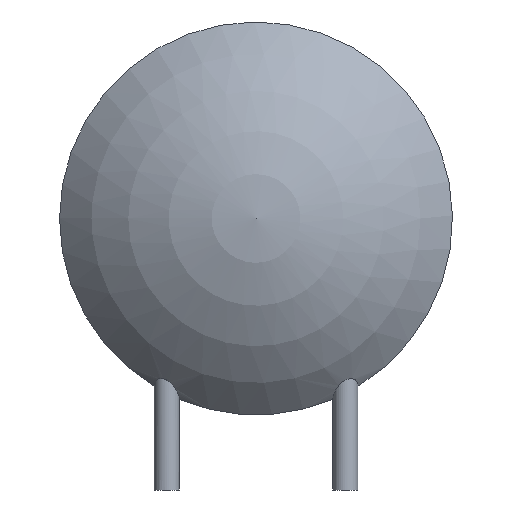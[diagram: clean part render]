
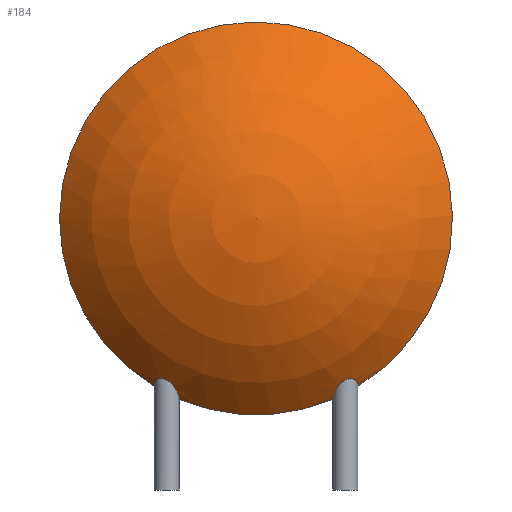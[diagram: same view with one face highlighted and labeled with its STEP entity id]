
A CAD part, front view. The second image highlights one B-rep face of the part: STEP entity #184.
In plain terms, the highlighted spherical face has radius 7.3 mm.
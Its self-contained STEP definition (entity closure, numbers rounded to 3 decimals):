
#51 = VERTEX_POINT('',#52);
#52 = CARTESIAN_POINT('',(-2.5,-0.35,1.07));
#58 = EDGE_CURVE('',#51,#59,#61,.T.);
#59 = VERTEX_POINT('',#60);
#60 = CARTESIAN_POINT('',(-2.15,0.,0.538));
#61 = B_SPLINE_CURVE_WITH_KNOTS('',7,(#62,#63,#64,#65,#66,#67,#68,#69,
#70,#71,#72,#73,#74,#75,#76,#77,#78,#79,#80,#81),.UNSPECIFIED.,.F.,
.F.,(8,6,6,8),(0.,0.249,0.63,1.),.UNSPECIFIED.);
#62 = CARTESIAN_POINT('',(-2.5,-0.35,1.07));
#63 = CARTESIAN_POINT('',(-2.475,-0.35,1.057
));
#64 = CARTESIAN_POINT('',(-2.451,-0.348,1.041
));
#65 = CARTESIAN_POINT('',(-2.429,-0.344,1.025)
);
#66 = CARTESIAN_POINT('',(-2.407,-0.339,1.008)
);
#67 = CARTESIAN_POINT('',(-2.387,-0.332,0.99
));
#68 = CARTESIAN_POINT('',(-2.368,-0.325,0.971
));
#69 = CARTESIAN_POINT('',(-2.321,-0.303,0.924)
);
#70 = CARTESIAN_POINT('',(-2.296,-0.287,0.894
));
#71 = CARTESIAN_POINT('',(-2.273,-0.269,0.864
));
#72 = CARTESIAN_POINT('',(-2.252,-0.25,0.833
));
#73 = CARTESIAN_POINT('',(-2.233,-0.229,0.802
));
#74 = CARTESIAN_POINT('',(-2.216,-0.207,0.772
));
#75 = CARTESIAN_POINT('',(-2.188,-0.16,0.711)
);
#76 = CARTESIAN_POINT('',(-2.176,-0.136,0.681
));
#77 = CARTESIAN_POINT('',(-2.166,-0.111,0.651
));
#78 = CARTESIAN_POINT('',(-2.158,-0.084,
0.622));
#79 = CARTESIAN_POINT('',(-2.153,-0.057,
0.593));
#80 = CARTESIAN_POINT('',(-2.15,-0.029,0.565));
#81 = CARTESIAN_POINT('',(-2.15,0.,0.538));
#84 = VERTEX_POINT('',#85);
#85 = CARTESIAN_POINT('',(-2.85,0.,0.896));
#139 = EDGE_CURVE('',#84,#51,#140,.T.);
#140 = B_SPLINE_CURVE_WITH_KNOTS('',8,(#141,#142,#143,#144,#145,#146,
#147,#148,#149,#150,#151,#152,#153,#154,#155,#156,#157,#158,#159,
#160,#161,#162,#163,#164,#165,#166,#167,#168,#169,#170,#171,#172,
#173,#174,#175,#176,#177),.UNSPECIFIED.,.F.,.F.,(9,7,7,7,7,9),(0.,
0.246,0.457,0.732,0.867,1.),
.UNSPECIFIED.);
#141 = CARTESIAN_POINT('',(-2.85,0.,0.896));
#142 = CARTESIAN_POINT('',(-2.85,-0.012,0.908));
#143 = CARTESIAN_POINT('',(-2.85,-0.024,
0.92));
#144 = CARTESIAN_POINT('',(-2.849,-0.036,
0.932));
#145 = CARTESIAN_POINT('',(-2.847,-0.048,
0.944));
#146 = CARTESIAN_POINT('',(-2.845,-0.061,
0.956));
#147 = CARTESIAN_POINT('',(-2.843,-0.074,
0.968));
#148 = CARTESIAN_POINT('',(-2.839,-0.087,
0.98));
#149 = CARTESIAN_POINT('',(-2.832,-0.112,1.001)
);
#150 = CARTESIAN_POINT('',(-2.828,-0.123,
1.011));
#151 = CARTESIAN_POINT('',(-2.824,-0.134,
1.021));
#152 = CARTESIAN_POINT('',(-2.819,-0.146,
1.03));
#153 = CARTESIAN_POINT('',(-2.813,-0.157,
1.039));
#154 = CARTESIAN_POINT('',(-2.807,-0.169,
1.048));
#155 = CARTESIAN_POINT('',(-2.8,-0.18,1.056
));
#156 = CARTESIAN_POINT('',(-2.784,-0.206,1.074
));
#157 = CARTESIAN_POINT('',(-2.773,-0.221,
1.084));
#158 = CARTESIAN_POINT('',(-2.76,-0.236,1.093)
);
#159 = CARTESIAN_POINT('',(-2.746,-0.251,
1.101));
#160 = CARTESIAN_POINT('',(-2.73,-0.266,
1.108));
#161 = CARTESIAN_POINT('',(-2.712,-0.28,1.114
));
#162 = CARTESIAN_POINT('',(-2.692,-0.294,
1.117));
#163 = CARTESIAN_POINT('',(-2.66,-0.312,
1.118));
#164 = CARTESIAN_POINT('',(-2.649,-0.317,
1.118));
#165 = CARTESIAN_POINT('',(-2.638,-0.322,1.117
));
#166 = CARTESIAN_POINT('',(-2.627,-0.327,
1.116));
#167 = CARTESIAN_POINT('',(-2.615,-0.331,
1.114));
#168 = CARTESIAN_POINT('',(-2.604,-0.335,
1.112));
#169 = CARTESIAN_POINT('',(-2.592,-0.338,1.109
));
#170 = CARTESIAN_POINT('',(-2.57,-0.343,
1.102));
#171 = CARTESIAN_POINT('',(-2.559,-0.345,
1.098));
#172 = CARTESIAN_POINT('',(-2.548,-0.347,1.094)
);
#173 = CARTESIAN_POINT('',(-2.538,-0.348,
1.09));
#174 = CARTESIAN_POINT('',(-2.528,-0.349,
1.085));
#175 = CARTESIAN_POINT('',(-2.518,-0.35,
1.08));
#176 = CARTESIAN_POINT('',(-2.509,-0.35,1.075
));
#177 = CARTESIAN_POINT('',(-2.5,-0.35,1.07));
#184 = ADVANCED_FACE('',(#185),#280,.T.);
#185 = FACE_BOUND('',#186,.T.);
#186 = EDGE_LOOP('',(#187,#198,#205,#206,#207,#216,#272,#279));
#187 = ORIENTED_EDGE('',*,*,#188,.F.);
#188 = EDGE_CURVE('',#189,#191,#193,.T.);
#189 = VERTEX_POINT('',#190);
#190 = CARTESIAN_POINT('',(-5.5,0.,5.6));
#191 = VERTEX_POINT('',#192);
#192 = CARTESIAN_POINT('',(0.,-2.5,5.6));
#193 = CIRCLE('',#194,7.3);
#194 = AXIS2_PLACEMENT_3D('',#195,#196,#197);
#195 = CARTESIAN_POINT('',(0.,4.8,5.6));
#196 = DIRECTION('',(0.,0.,1.));
#197 = DIRECTION('',(-0.753,-0.658,0.));
#198 = ORIENTED_EDGE('',*,*,#199,.T.);
#199 = EDGE_CURVE('',#189,#84,#200,.T.);
#200 = CIRCLE('',#201,5.5);
#201 = AXIS2_PLACEMENT_3D('',#202,#203,#204);
#202 = CARTESIAN_POINT('',(0.,0.,5.6));
#203 = DIRECTION('',(0.,-1.,0.));
#204 = DIRECTION('',(-1.,0.,0.));
#205 = ORIENTED_EDGE('',*,*,#139,.T.);
#206 = ORIENTED_EDGE('',*,*,#58,.T.);
#207 = ORIENTED_EDGE('',*,*,#208,.T.);
#208 = EDGE_CURVE('',#59,#209,#211,.T.);
#209 = VERTEX_POINT('',#210);
#210 = CARTESIAN_POINT('',(2.15,0.,0.538));
#211 = CIRCLE('',#212,5.5);
#212 = AXIS2_PLACEMENT_3D('',#213,#214,#215);
#213 = CARTESIAN_POINT('',(0.,0.,5.6));
#214 = DIRECTION('',(0.,-1.,0.));
#215 = DIRECTION('',(-1.,0.,0.));
#216 = ORIENTED_EDGE('',*,*,#217,.T.);
#217 = EDGE_CURVE('',#209,#218,#220,.T.);
#218 = VERTEX_POINT('',#219);
#219 = CARTESIAN_POINT('',(2.85,0.,0.896));
#220 = B_SPLINE_CURVE_WITH_KNOTS('',8,(#221,#222,#223,#224,#225,#226,
#227,#228,#229,#230,#231,#232,#233,#234,#235,#236,#237,#238,#239,
#240,#241,#242,#243,#244,#245,#246,#247,#248,#249,#250,#251,#252,
#253,#254,#255,#256,#257,#258,#259,#260,#261,#262,#263,#264,#265,
#266,#267,#268,#269,#270,#271),.UNSPECIFIED.,.F.,.F.,(9,7,7,7,7,7,7,
9),(0.,0.199,0.395,0.555,0.692,
0.754,0.869,1.),.UNSPECIFIED.);
#221 = CARTESIAN_POINT('',(2.15,0.,0.538));
#222 = CARTESIAN_POINT('',(2.15,-0.02,0.556));
#223 = CARTESIAN_POINT('',(2.151,-0.039,
0.575));
#224 = CARTESIAN_POINT('',(2.154,-0.058,
0.595));
#225 = CARTESIAN_POINT('',(2.157,-0.077,
0.614));
#226 = CARTESIAN_POINT('',(2.162,-0.095,
0.635));
#227 = CARTESIAN_POINT('',(2.168,-0.113,0.655
));
#228 = CARTESIAN_POINT('',(2.175,-0.131,0.676
));
#229 = CARTESIAN_POINT('',(2.191,-0.165,0.718)
);
#230 = CARTESIAN_POINT('',(2.2,-0.182,0.739)
);
#231 = CARTESIAN_POINT('',(2.21,-0.198,0.76)
);
#232 = CARTESIAN_POINT('',(2.222,-0.214,0.782
));
#233 = CARTESIAN_POINT('',(2.234,-0.23,0.804
));
#234 = CARTESIAN_POINT('',(2.248,-0.245,0.826
));
#235 = CARTESIAN_POINT('',(2.263,-0.259,0.849
));
#236 = CARTESIAN_POINT('',(2.294,-0.283,0.89
));
#237 = CARTESIAN_POINT('',(2.309,-0.294,0.908
));
#238 = CARTESIAN_POINT('',(2.324,-0.304,0.927
));
#239 = CARTESIAN_POINT('',(2.342,-0.314,0.946
));
#240 = CARTESIAN_POINT('',(2.36,-0.322,0.965
));
#241 = CARTESIAN_POINT('',(2.38,-0.33,0.984
));
#242 = CARTESIAN_POINT('',(2.402,-0.337,1.003
));
#243 = CARTESIAN_POINT('',(2.446,-0.346,1.037
));
#244 = CARTESIAN_POINT('',(2.468,-0.35,1.053
));
#245 = CARTESIAN_POINT('',(2.493,-0.352,1.068)
);
#246 = CARTESIAN_POINT('',(2.519,-0.352,1.083
));
#247 = CARTESIAN_POINT('',(2.547,-0.349,1.096
));
#248 = CARTESIAN_POINT('',(2.576,-0.344,1.106)
);
#249 = CARTESIAN_POINT('',(2.605,-0.335,1.113)
);
#250 = CARTESIAN_POINT('',(2.646,-0.319,1.118
));
#251 = CARTESIAN_POINT('',(2.658,-0.313,1.118
));
#252 = CARTESIAN_POINT('',(2.671,-0.306,1.118
));
#253 = CARTESIAN_POINT('',(2.683,-0.299,1.118
));
#254 = CARTESIAN_POINT('',(2.695,-0.292,1.116)
);
#255 = CARTESIAN_POINT('',(2.706,-0.284,1.114
));
#256 = CARTESIAN_POINT('',(2.717,-0.275,1.111)
);
#257 = CARTESIAN_POINT('',(2.746,-0.25,1.101
));
#258 = CARTESIAN_POINT('',(2.762,-0.234,1.092
));
#259 = CARTESIAN_POINT('',(2.776,-0.218,1.082
));
#260 = CARTESIAN_POINT('',(2.788,-0.202,1.072)
);
#261 = CARTESIAN_POINT('',(2.798,-0.186,1.061
));
#262 = CARTESIAN_POINT('',(2.807,-0.17,1.049
));
#263 = CARTESIAN_POINT('',(2.815,-0.154,1.037
));
#264 = CARTESIAN_POINT('',(2.829,-0.121,1.009)
);
#265 = CARTESIAN_POINT('',(2.835,-0.103,0.994)
);
#266 = CARTESIAN_POINT('',(2.84,-0.085,
0.979));
#267 = CARTESIAN_POINT('',(2.844,-0.068,
0.963));
#268 = CARTESIAN_POINT('',(2.847,-0.051,
0.947));
#269 = CARTESIAN_POINT('',(2.849,-0.034,
0.93));
#270 = CARTESIAN_POINT('',(2.85,-0.017,0.913));
#271 = CARTESIAN_POINT('',(2.85,0.,0.896));
#272 = ORIENTED_EDGE('',*,*,#273,.T.);
#273 = EDGE_CURVE('',#218,#189,#274,.T.);
#274 = CIRCLE('',#275,5.5);
#275 = AXIS2_PLACEMENT_3D('',#276,#277,#278);
#276 = CARTESIAN_POINT('',(0.,0.,5.6));
#277 = DIRECTION('',(0.,-1.,0.));
#278 = DIRECTION('',(-1.,0.,0.));
#279 = ORIENTED_EDGE('',*,*,#188,.T.);
#280 = SPHERICAL_SURFACE('',#281,7.3);
#281 = AXIS2_PLACEMENT_3D('',#282,#283,#284);
#282 = CARTESIAN_POINT('',(0.,4.8,5.6));
#283 = DIRECTION('',(0.,-1.,0.));
#284 = DIRECTION('',(-1.,0.,0.));
